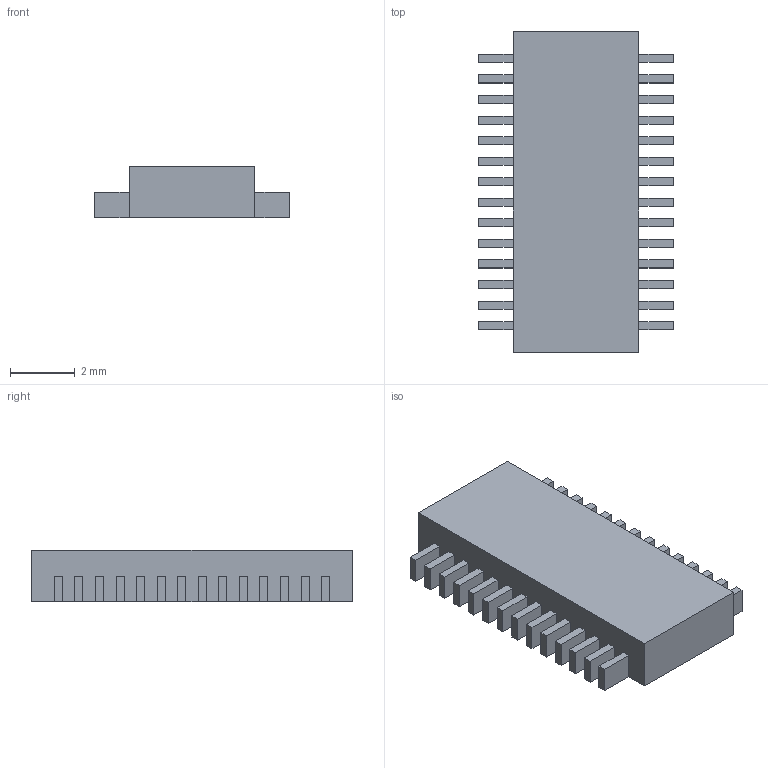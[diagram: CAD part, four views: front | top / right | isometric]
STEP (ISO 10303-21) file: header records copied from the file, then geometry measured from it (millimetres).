
FILE_DESCRIPTION(('FreeCAD Model'),'2;1');
FILE_NAME('Open CASCADE Shape Model','2024-01-09T08:51:54',(''),(''), 'Open CASCADE STEP processor 7.6','FreeCAD','Unknown');
FILE_SCHEMA(('AUTOMOTIVE_DESIGN { 1 0 10303 214 1 1 1 1 }'));
Length unit declared in the file: millimetre
Products named in the file (4): Part; 立方体; Array; 立方体001
Assembly tree (30 placements, depth 3):
  Part
    立方体
    Array
      立方体001  x28
Bounding box: 6 x 9.91 x 1.6 mm (x, y, z)
Volume: 67.6 mm3; surface area: 194.5 mm2
Topology: 29 solids, 29 shells, 174 faces, 348 edges, 232 vertices
Faces by surface type: plane 174
Entity records: 412 total; most frequent: CARTESIAN_POINT 44, AXIS2_PLACEMENT_3D 39, ORIENTED_EDGE 36, PRODUCT_DEFINITION_SHAPE 34, CONTEXT_DEPENDENT_SHAPE_REPRESENTATION 30, ITEM_DEFINED_TRANSFORMATION 30, NEXT_ASSEMBLY_USAGE_OCCURRENCE 30, EDGE_CURVE 24
